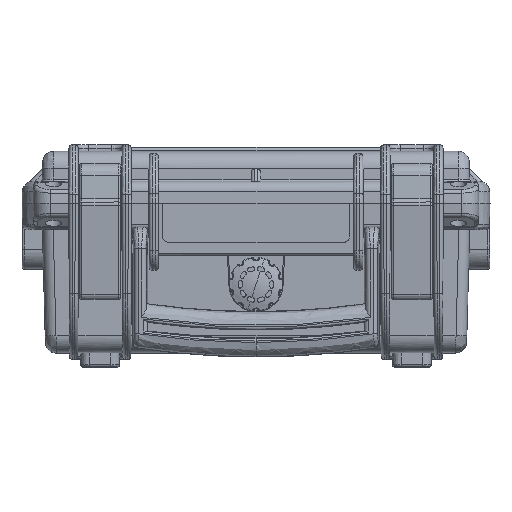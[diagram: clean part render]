
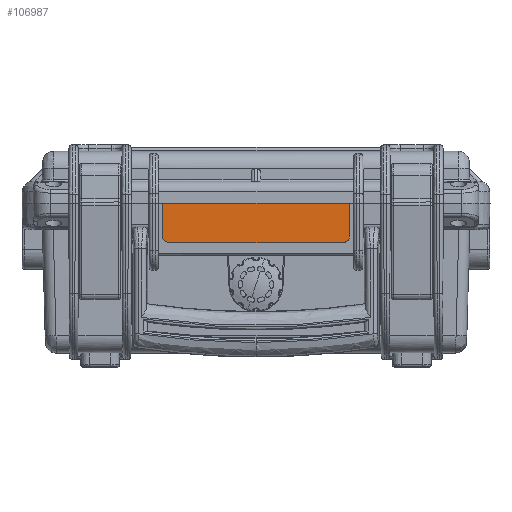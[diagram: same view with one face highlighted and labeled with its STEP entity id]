
A CAD part, top view. The second image highlights one B-rep face of the part: STEP entity #106987.
In plain terms, the highlighted face is planar.
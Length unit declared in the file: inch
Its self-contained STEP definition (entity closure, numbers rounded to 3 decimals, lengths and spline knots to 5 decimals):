
#369 = DIRECTION ( 'NONE',  ( 0., 1., 0. ) ) ;
#740 = EDGE_LOOP ( 'NONE', ( #88885, #34148, #18688, #68774, #31309, #98256 ) ) ;
#4941 = EDGE_CURVE ( 'NONE', #90098, #38799, #27845, .T. ) ;
#6251 = CARTESIAN_POINT ( 'NONE',  ( -1.77165, -2.83858, 0.70384 ) ) ;
#6253 = VERTEX_POINT ( 'NONE', #82094 ) ;
#6905 = DIRECTION ( 'NONE',  ( 0., 0., 1. ) ) ;
#7144 = CARTESIAN_POINT ( 'NONE',  ( -1.72014, -2.83858, 0.57087 ) ) ;
#11558 =( BOUNDED_CURVE ( )  B_SPLINE_CURVE ( 3, ( #40082, #50029, #119551, #59977 ),
 .UNSPECIFIED., .F., .F. ) 
 B_SPLINE_CURVE_WITH_KNOTS ( ( 4, 4 ),
 ( 5.62413, 6.94224 ),
 .UNSPECIFIED. ) 
 CURVE ( )  GEOMETRIC_REPRESENTATION_ITEM ( )  RATIONAL_B_SPLINE_CURVE ( ( 1., 0.86, 0.86, 1. ) ) 
 REPRESENTATION_ITEM ( '' )  );
#13740 =( BOUNDED_CURVE ( )  B_SPLINE_CURVE ( 3, ( #35896, #95405, #7144, #76663 ),
 .UNSPECIFIED., .F., .F. ) 
 B_SPLINE_CURVE_WITH_KNOTS ( ( 4, 4 ),
 ( 2.48253, 3.80065 ),
 .UNSPECIFIED. ) 
 CURVE ( )  GEOMETRIC_REPRESENTATION_ITEM ( )  RATIONAL_B_SPLINE_CURVE ( ( 1., 0.86, 0.86, 1. ) ) 
 REPRESENTATION_ITEM ( '' )  );
#18688 = ORIENTED_EDGE ( 'NONE', *, *, #4941, .T. ) ;
#20542 = DIRECTION ( 'NONE',  ( 0., 0., -1. ) ) ;
#27845 = LINE ( 'NONE', #119140, #104018 ) ;
#31309 = ORIENTED_EDGE ( 'NONE', *, *, #81639, .F. ) ;
#33104 = VERTEX_POINT ( 'NONE', #68203 ) ;
#34148 = ORIENTED_EDGE ( 'NONE', *, *, #56608, .F. ) ;
#35896 = CARTESIAN_POINT ( 'NONE',  ( -1.77165, -2.83858, 0.70384 ) ) ;
#37803 = FACE_OUTER_BOUND ( 'NONE', #740, .T. ) ;
#38799 = VERTEX_POINT ( 'NONE', #6251 ) ;
#40082 = CARTESIAN_POINT ( 'NONE',  ( 1.63868, -2.83858, 0.57087 ) ) ;
#46865 = CARTESIAN_POINT ( 'NONE',  ( 1.77165, -2.83858, 0.70384 ) ) ;
#50029 = CARTESIAN_POINT ( 'NONE',  ( 1.72014, -2.83858, 0.57087 ) ) ;
#56608 = EDGE_CURVE ( 'NONE', #90098, #105171, #91147, .T. ) ;
#58174 = VERTEX_POINT ( 'NONE', #46865 ) ;
#59824 = CARTESIAN_POINT ( 'NONE',  ( 1.77165, -2.83858, 1.35827 ) ) ;
#59977 = CARTESIAN_POINT ( 'NONE',  ( 1.77165, -2.83858, 0.70384 ) ) ;
#66400 = CARTESIAN_POINT ( 'NONE',  ( 1.77165, -2.83858, 1.35827 ) ) ;
#68203 = CARTESIAN_POINT ( 'NONE',  ( -1.63868, -2.83858, 0.57087 ) ) ;
#68394 = DIRECTION ( 'NONE',  ( 1., 0., 0. ) ) ;
#68425 = AXIS2_PLACEMENT_3D ( 'NONE', #59824, #369, #69877 ) ;
#68614 = EDGE_CURVE ( 'NONE', #58174, #105171, #104804, .T. ) ;
#68774 = ORIENTED_EDGE ( 'NONE', *, *, #120220, .T. ) ;
#69432 = PLANE ( 'NONE',  #68425 ) ;
#69877 = DIRECTION ( 'NONE',  ( 0., 0., 1. ) ) ;
#74613 = EDGE_CURVE ( 'NONE', #6253, #58174, #11558, .T. ) ;
#76663 = CARTESIAN_POINT ( 'NONE',  ( -1.63868, -2.83858, 0.57087 ) ) ;
#81639 = EDGE_CURVE ( 'NONE', #6253, #33104, #125622, .T. ) ;
#82094 = CARTESIAN_POINT ( 'NONE',  ( 1.63868, -2.83858, 0.57087 ) ) ;
#84927 = VECTOR ( 'NONE', #68394, 39.37008 ) ;
#88551 = CARTESIAN_POINT ( 'NONE',  ( 1.77165, -2.83858, 1.35827 ) ) ;
#88885 = ORIENTED_EDGE ( 'NONE', *, *, #68614, .T. ) ;
#90098 = VERTEX_POINT ( 'NONE', #95696 ) ;
#91147 = LINE ( 'NONE', #97961, #84927 ) ;
#95405 = CARTESIAN_POINT ( 'NONE',  ( -1.77165, -2.83858, 0.62238 ) ) ;
#95696 = CARTESIAN_POINT ( 'NONE',  ( -1.77165, -2.83858, 1.35827 ) ) ;
#97961 = CARTESIAN_POINT ( 'NONE',  ( -3.70085, -2.83858, 1.35827 ) ) ;
#98256 = ORIENTED_EDGE ( 'NONE', *, *, #74613, .T. ) ;
#99219 = VECTOR ( 'NONE', #113401, 39.37008 ) ;
#103444 = CARTESIAN_POINT ( 'NONE',  ( 0., -2.83858, 0.57087 ) ) ;
#104018 = VECTOR ( 'NONE', #20542, 39.37008 ) ;
#104804 = LINE ( 'NONE', #66400, #128087 ) ;
#105171 = VERTEX_POINT ( 'NONE', #88551 ) ;
#106987 = ADVANCED_FACE ( 'NONE', ( #37803 ), #69432, .F. ) ;
#113401 = DIRECTION ( 'NONE',  ( -1., 0., 0. ) ) ;
#119140 = CARTESIAN_POINT ( 'NONE',  ( -1.77165, -2.83858, 1.35827 ) ) ;
#119551 = CARTESIAN_POINT ( 'NONE',  ( 1.77165, -2.83858, 0.62238 ) ) ;
#120220 = EDGE_CURVE ( 'NONE', #38799, #33104, #13740, .T. ) ;
#125622 = LINE ( 'NONE', #103444, #99219 ) ;
#128087 = VECTOR ( 'NONE', #6905, 39.37008 ) ;
